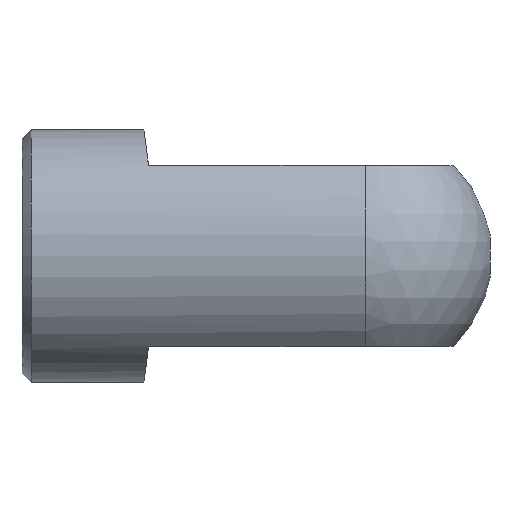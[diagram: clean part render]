
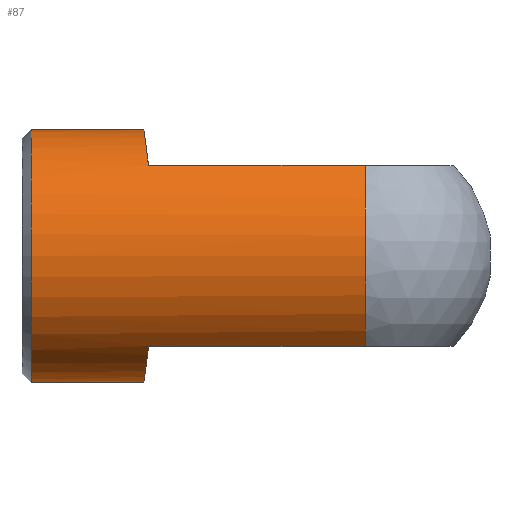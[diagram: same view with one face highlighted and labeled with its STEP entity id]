
A CAD part, top view. The second image highlights one B-rep face of the part: STEP entity #87.
In plain terms, the highlighted cylindrical face has radius 7 mm (diameter 14 mm), a full revolution.
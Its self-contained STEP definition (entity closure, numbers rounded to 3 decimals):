
#49=FACE_BOUND('',#122,.T.);
#50=FACE_BOUND('',#123,.T.);
#71=LINE('',#465,#78);
#72=LINE('',#469,#79);
#73=LINE('',#470,#80);
#74=LINE('',#474,#81);
#78=VECTOR('',#375,1.);
#79=VECTOR('',#378,1.);
#80=VECTOR('',#379,1.);
#81=VECTOR('',#382,1.);
#87=ADVANCED_FACE('',(#49,#50),#107,.T.);
#107=CYLINDRICAL_SURFACE('',#337,7.);
#122=EDGE_LOOP('',(#172,#173,#174,#175,#176,#177,#178,#179));
#123=EDGE_LOOP('',(#180));
#152=CIRCLE('',#334,7.);
#153=CIRCLE('',#335,7.);
#154=CIRCLE('',#336,7.);
#172=ORIENTED_EDGE('',*,*,#276,.T.);
#173=ORIENTED_EDGE('',*,*,#280,.T.);
#174=ORIENTED_EDGE('',*,*,#281,.F.);
#175=ORIENTED_EDGE('',*,*,#282,.T.);
#176=ORIENTED_EDGE('',*,*,#278,.T.);
#177=ORIENTED_EDGE('',*,*,#283,.T.);
#178=ORIENTED_EDGE('',*,*,#284,.F.);
#179=ORIENTED_EDGE('',*,*,#285,.T.);
#180=ORIENTED_EDGE('',*,*,#286,.T.);
#246=VERTEX_POINT('',#451);
#247=VERTEX_POINT('',#452);
#248=VERTEX_POINT('',#461);
#249=VERTEX_POINT('',#462);
#250=VERTEX_POINT('',#466);
#251=VERTEX_POINT('',#468);
#252=VERTEX_POINT('',#471);
#253=VERTEX_POINT('',#473);
#254=VERTEX_POINT('',#476);
#276=EDGE_CURVE('',#246,#247,#315,.T.);
#278=EDGE_CURVE('',#248,#249,#316,.T.);
#280=EDGE_CURVE('',#247,#250,#71,.T.);
#281=EDGE_CURVE('',#251,#250,#152,.T.);
#282=EDGE_CURVE('',#251,#248,#72,.T.);
#283=EDGE_CURVE('',#249,#252,#73,.T.);
#284=EDGE_CURVE('',#253,#252,#153,.T.);
#285=EDGE_CURVE('',#253,#246,#74,.T.);
#286=EDGE_CURVE('',#254,#254,#154,.T.);
#315=B_SPLINE_CURVE_WITH_KNOTS('',3,(#445,#446,#447,#448,#449,#450),
 .UNSPECIFIED.,.F.,.F.,(4,2,4),(0.,0.5,1.),.UNSPECIFIED.);
#316=B_SPLINE_CURVE_WITH_KNOTS('',3,(#455,#456,#457,#458,#459,#460),
 .UNSPECIFIED.,.F.,.F.,(4,2,4),(0.,0.5,1.),.UNSPECIFIED.);
#334=AXIS2_PLACEMENT_3D('',#467,#376,#377);
#335=AXIS2_PLACEMENT_3D('',#472,#380,#381);
#336=AXIS2_PLACEMENT_3D('',#475,#383,#384);
#337=AXIS2_PLACEMENT_3D('',#477,#385,#386);
#375=DIRECTION('',(1.,0.,0.));
#376=DIRECTION('',(1.,0.,0.));
#377=DIRECTION('',(0.,0.,1.));
#378=DIRECTION('',(-1.,0.,0.));
#379=DIRECTION('',(1.,0.,0.));
#380=DIRECTION('',(1.,0.,0.));
#381=DIRECTION('',(0.,0.,1.));
#382=DIRECTION('',(-1.,0.,0.));
#383=DIRECTION('',(1.,0.,0.));
#384=DIRECTION('',(0.,0.,1.));
#385=DIRECTION('',(1.,0.,0.));
#386=DIRECTION('',(0.,0.,-1.));
#445=CARTESIAN_POINT('',(7.,5.,4.899));
#446=CARTESIAN_POINT('',(6.857,6.275,3.598));
#447=CARTESIAN_POINT('',(6.733,6.999,1.808));
#448=CARTESIAN_POINT('',(6.732,7.001,-1.803));
#449=CARTESIAN_POINT('',(6.857,6.275,-3.598));
#450=CARTESIAN_POINT('',(7.,5.,-4.899));
#451=CARTESIAN_POINT('',(7.,5.,4.899));
#452=CARTESIAN_POINT('',(7.,5.,-4.899));
#455=CARTESIAN_POINT('',(7.,-5.,-4.899));
#456=CARTESIAN_POINT('',(6.857,-6.275,-3.598));
#457=CARTESIAN_POINT('',(6.733,-6.999,-1.808));
#458=CARTESIAN_POINT('',(6.732,-7.001,1.803));
#459=CARTESIAN_POINT('',(6.857,-6.275,3.598));
#460=CARTESIAN_POINT('',(7.,-5.,4.899));
#461=CARTESIAN_POINT('',(7.,-5.,-4.899));
#462=CARTESIAN_POINT('',(7.,-5.,4.899));
#465=CARTESIAN_POINT('',(9.75,5.,-4.899));
#466=CARTESIAN_POINT('',(19.,5.,-4.899));
#467=CARTESIAN_POINT('',(19.,0.,0.));
#468=CARTESIAN_POINT('',(19.,-5.,-4.899));
#469=CARTESIAN_POINT('',(9.75,-5.,-4.899));
#470=CARTESIAN_POINT('',(9.75,-5.,4.899));
#471=CARTESIAN_POINT('',(19.,-5.,4.899));
#472=CARTESIAN_POINT('',(19.,0.,0.));
#473=CARTESIAN_POINT('',(19.,5.,4.899));
#474=CARTESIAN_POINT('',(9.75,5.,4.899));
#475=CARTESIAN_POINT('',(0.5,0.,0.));
#476=CARTESIAN_POINT('',(0.5,0.,7.));
#477=CARTESIAN_POINT('',(9.75,0.,0.));
